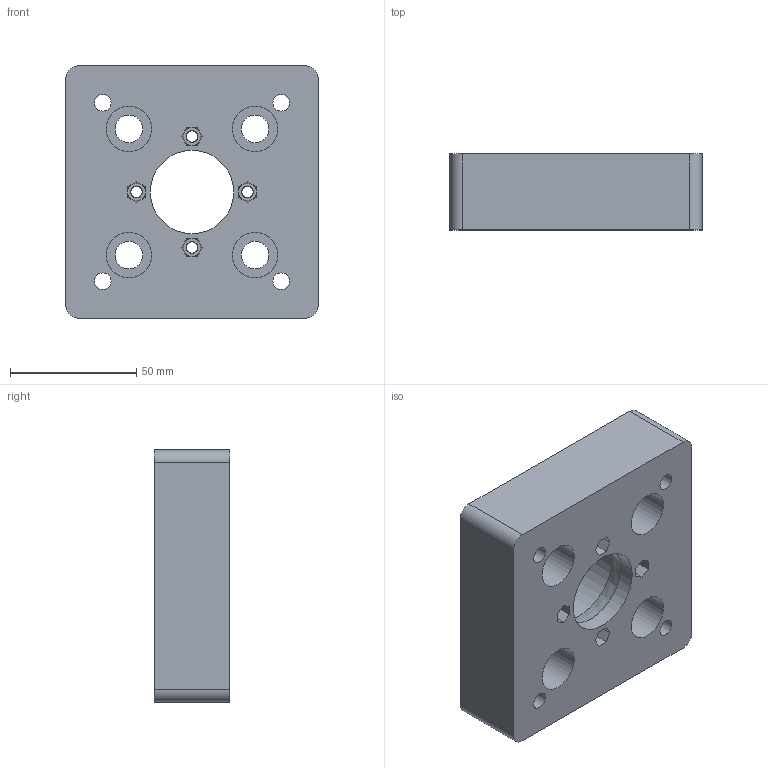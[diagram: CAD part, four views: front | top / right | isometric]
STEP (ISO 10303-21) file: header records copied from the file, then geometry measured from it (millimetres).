
FILE_DESCRIPTION(/* description */ (''),/* implementation_level */ '2;1');
FILE_NAME(/* name */ 'Vertical Actuator Fixed Bearing Mount.step',/* time_stamp */ '2021-11-09T20:20:42+01:00',/* author */ (''),/* organization */ (''),/* preprocessor_version */ 'ST-DEVELOPER v18.1',/* originating_system */ 'Autodesk Translation Framework v10.10.0.1391',/* authorisation */ '');
FILE_SCHEMA (('AUTOMOTIVE_DESIGN { 1 0 10303 214 3 1 1 }'));
Length unit declared in the file: millimetre
Products named in the file (1): Fixed Bearing Mount
Bounding box: 100 x 30 x 100 mm (x, y, z)
Volume: 241182.3 mm3; surface area: 42300 mm2
Topology: 1 solids, 1 shells, 145 faces, 344 edges, 213 vertices
Faces by surface type: plane 66, cone 57, cylinder 22
Full cylindrical faces by diameter (mm): 4.5 x4, 6.6 x4, 11 x4, 18 x4, 33 x1, 36.6 x1
Entity records: 4204 total; most frequent: CARTESIAN_POINT 999, ORIENTED_EDGE 688, DIRECTION 633, EDGE_CURVE 344, AXIS2_PLACEMENT_3D 247, VERTEX_POINT 213, EDGE_LOOP 183, FACE_OUTER_BOUND 145
